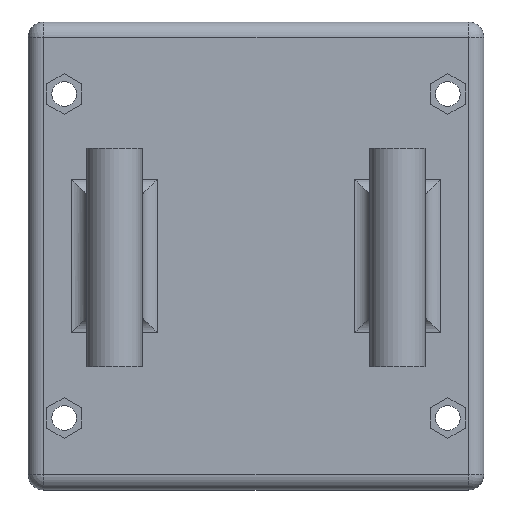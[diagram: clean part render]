
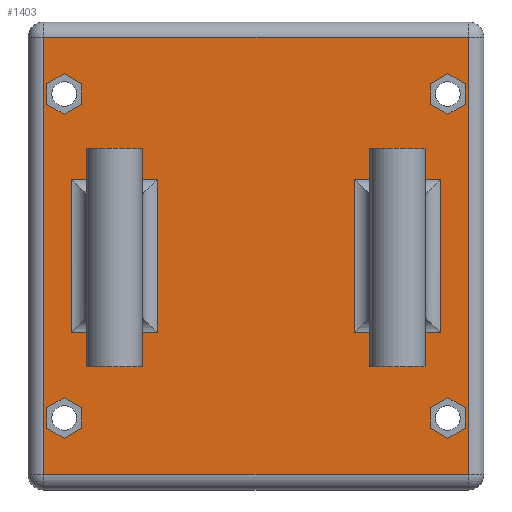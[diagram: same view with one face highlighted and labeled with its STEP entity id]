
A CAD part, front view. The second image highlights one B-rep face of the part: STEP entity #1403.
In plain terms, the highlighted planar face has unit normal (0, -1, 0).
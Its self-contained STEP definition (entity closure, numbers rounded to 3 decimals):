
#32=LINE('',#2093,#168);
#33=LINE('',#2097,#169);
#35=LINE('',#2103,#171);
#37=LINE('',#2108,#173);
#43=LINE('',#2123,#179);
#44=LINE('',#2125,#180);
#45=LINE('',#2127,#181);
#46=LINE('',#2128,#182);
#47=LINE('',#2131,#183);
#48=LINE('',#2133,#184);
#49=LINE('',#2135,#185);
#50=LINE('',#2136,#186);
#51=LINE('',#2139,#187);
#52=LINE('',#2141,#188);
#53=LINE('',#2143,#189);
#54=LINE('',#2145,#190);
#55=LINE('',#2147,#191);
#56=LINE('',#2148,#192);
#57=LINE('',#2151,#193);
#58=LINE('',#2153,#194);
#59=LINE('',#2155,#195);
#60=LINE('',#2157,#196);
#61=LINE('',#2159,#197);
#62=LINE('',#2160,#198);
#63=LINE('',#2163,#199);
#64=LINE('',#2165,#200);
#65=LINE('',#2167,#201);
#66=LINE('',#2169,#202);
#67=LINE('',#2171,#203);
#68=LINE('',#2172,#204);
#69=LINE('',#2175,#205);
#70=LINE('',#2177,#206);
#71=LINE('',#2179,#207);
#72=LINE('',#2181,#208);
#73=LINE('',#2183,#209);
#74=LINE('',#2184,#210);
#168=VECTOR('',#1667,10.);
#169=VECTOR('',#1672,10.);
#171=VECTOR('',#1678,10.);
#173=VECTOR('',#1684,10.);
#179=VECTOR('',#1698,10.);
#180=VECTOR('',#1699,10.);
#181=VECTOR('',#1700,10.);
#182=VECTOR('',#1701,10.);
#183=VECTOR('',#1702,10.);
#184=VECTOR('',#1703,10.);
#185=VECTOR('',#1704,10.);
#186=VECTOR('',#1705,10.);
#187=VECTOR('',#1706,10.);
#188=VECTOR('',#1707,10.);
#189=VECTOR('',#1708,10.);
#190=VECTOR('',#1709,10.);
#191=VECTOR('',#1710,10.);
#192=VECTOR('',#1711,10.);
#193=VECTOR('',#1712,10.);
#194=VECTOR('',#1713,10.);
#195=VECTOR('',#1714,10.);
#196=VECTOR('',#1715,10.);
#197=VECTOR('',#1716,10.);
#198=VECTOR('',#1717,10.);
#199=VECTOR('',#1718,10.);
#200=VECTOR('',#1719,10.);
#201=VECTOR('',#1720,10.);
#202=VECTOR('',#1721,10.);
#203=VECTOR('',#1722,10.);
#204=VECTOR('',#1723,10.);
#205=VECTOR('',#1724,10.);
#206=VECTOR('',#1725,10.);
#207=VECTOR('',#1726,10.);
#208=VECTOR('',#1727,10.);
#209=VECTOR('',#1728,10.);
#210=VECTOR('',#1729,10.);
#315=PLANE('',#1508);
#370=FACE_BOUND('',#503,.T.);
#371=FACE_BOUND('',#504,.T.);
#372=FACE_BOUND('',#505,.T.);
#373=FACE_BOUND('',#506,.T.);
#374=FACE_BOUND('',#507,.T.);
#375=FACE_BOUND('',#508,.T.);
#409=FACE_OUTER_BOUND('',#502,.T.);
#502=EDGE_LOOP('',(#1012,#1013,#1014,#1015));
#503=EDGE_LOOP('',(#1016,#1017,#1018,#1019));
#504=EDGE_LOOP('',(#1020,#1021,#1022,#1023,#1024,#1025));
#505=EDGE_LOOP('',(#1026,#1027,#1028,#1029,#1030,#1031));
#506=EDGE_LOOP('',(#1032,#1033,#1034,#1035,#1036,#1037));
#507=EDGE_LOOP('',(#1038,#1039,#1040,#1041,#1042,#1043));
#508=EDGE_LOOP('',(#1044,#1045,#1046,#1047));
#664=VERTEX_POINT('',#2090);
#665=VERTEX_POINT('',#2092);
#666=VERTEX_POINT('',#2096);
#668=VERTEX_POINT('',#2102);
#673=VERTEX_POINT('',#2121);
#674=VERTEX_POINT('',#2122);
#675=VERTEX_POINT('',#2124);
#676=VERTEX_POINT('',#2126);
#677=VERTEX_POINT('',#2129);
#678=VERTEX_POINT('',#2130);
#679=VERTEX_POINT('',#2132);
#680=VERTEX_POINT('',#2134);
#681=VERTEX_POINT('',#2137);
#682=VERTEX_POINT('',#2138);
#683=VERTEX_POINT('',#2140);
#684=VERTEX_POINT('',#2142);
#685=VERTEX_POINT('',#2144);
#686=VERTEX_POINT('',#2146);
#687=VERTEX_POINT('',#2149);
#688=VERTEX_POINT('',#2150);
#689=VERTEX_POINT('',#2152);
#690=VERTEX_POINT('',#2154);
#691=VERTEX_POINT('',#2156);
#692=VERTEX_POINT('',#2158);
#693=VERTEX_POINT('',#2161);
#694=VERTEX_POINT('',#2162);
#695=VERTEX_POINT('',#2164);
#696=VERTEX_POINT('',#2166);
#697=VERTEX_POINT('',#2168);
#698=VERTEX_POINT('',#2170);
#699=VERTEX_POINT('',#2173);
#700=VERTEX_POINT('',#2174);
#701=VERTEX_POINT('',#2176);
#702=VERTEX_POINT('',#2178);
#703=VERTEX_POINT('',#2180);
#704=VERTEX_POINT('',#2182);
#793=EDGE_CURVE('',#664,#665,#32,.T.);
#795=EDGE_CURVE('',#666,#664,#33,.T.);
#798=EDGE_CURVE('',#668,#666,#35,.T.);
#801=EDGE_CURVE('',#665,#668,#37,.T.);
#808=EDGE_CURVE('',#673,#674,#43,.T.);
#809=EDGE_CURVE('',#675,#673,#44,.T.);
#810=EDGE_CURVE('',#676,#675,#45,.T.);
#811=EDGE_CURVE('',#674,#676,#46,.T.);
#812=EDGE_CURVE('',#677,#678,#47,.T.);
#813=EDGE_CURVE('',#679,#677,#48,.T.);
#814=EDGE_CURVE('',#680,#679,#49,.T.);
#815=EDGE_CURVE('',#678,#680,#50,.T.);
#816=EDGE_CURVE('',#681,#682,#51,.T.);
#817=EDGE_CURVE('',#682,#683,#52,.T.);
#818=EDGE_CURVE('',#683,#684,#53,.T.);
#819=EDGE_CURVE('',#684,#685,#54,.T.);
#820=EDGE_CURVE('',#685,#686,#55,.T.);
#821=EDGE_CURVE('',#686,#681,#56,.T.);
#822=EDGE_CURVE('',#687,#688,#57,.T.);
#823=EDGE_CURVE('',#688,#689,#58,.T.);
#824=EDGE_CURVE('',#689,#690,#59,.T.);
#825=EDGE_CURVE('',#690,#691,#60,.T.);
#826=EDGE_CURVE('',#691,#692,#61,.T.);
#827=EDGE_CURVE('',#692,#687,#62,.T.);
#828=EDGE_CURVE('',#693,#694,#63,.T.);
#829=EDGE_CURVE('',#694,#695,#64,.T.);
#830=EDGE_CURVE('',#695,#696,#65,.T.);
#831=EDGE_CURVE('',#696,#697,#66,.T.);
#832=EDGE_CURVE('',#697,#698,#67,.T.);
#833=EDGE_CURVE('',#698,#693,#68,.T.);
#834=EDGE_CURVE('',#699,#700,#69,.T.);
#835=EDGE_CURVE('',#700,#701,#70,.T.);
#836=EDGE_CURVE('',#701,#702,#71,.T.);
#837=EDGE_CURVE('',#702,#703,#72,.T.);
#838=EDGE_CURVE('',#703,#704,#73,.T.);
#839=EDGE_CURVE('',#704,#699,#74,.T.);
#1012=ORIENTED_EDGE('',*,*,#808,.F.);
#1013=ORIENTED_EDGE('',*,*,#809,.F.);
#1014=ORIENTED_EDGE('',*,*,#810,.F.);
#1015=ORIENTED_EDGE('',*,*,#811,.F.);
#1016=ORIENTED_EDGE('',*,*,#812,.F.);
#1017=ORIENTED_EDGE('',*,*,#813,.F.);
#1018=ORIENTED_EDGE('',*,*,#814,.F.);
#1019=ORIENTED_EDGE('',*,*,#815,.F.);
#1020=ORIENTED_EDGE('',*,*,#816,.T.);
#1021=ORIENTED_EDGE('',*,*,#817,.T.);
#1022=ORIENTED_EDGE('',*,*,#818,.T.);
#1023=ORIENTED_EDGE('',*,*,#819,.T.);
#1024=ORIENTED_EDGE('',*,*,#820,.T.);
#1025=ORIENTED_EDGE('',*,*,#821,.T.);
#1026=ORIENTED_EDGE('',*,*,#822,.T.);
#1027=ORIENTED_EDGE('',*,*,#823,.T.);
#1028=ORIENTED_EDGE('',*,*,#824,.T.);
#1029=ORIENTED_EDGE('',*,*,#825,.T.);
#1030=ORIENTED_EDGE('',*,*,#826,.T.);
#1031=ORIENTED_EDGE('',*,*,#827,.T.);
#1032=ORIENTED_EDGE('',*,*,#828,.T.);
#1033=ORIENTED_EDGE('',*,*,#829,.T.);
#1034=ORIENTED_EDGE('',*,*,#830,.T.);
#1035=ORIENTED_EDGE('',*,*,#831,.T.);
#1036=ORIENTED_EDGE('',*,*,#832,.T.);
#1037=ORIENTED_EDGE('',*,*,#833,.T.);
#1038=ORIENTED_EDGE('',*,*,#834,.T.);
#1039=ORIENTED_EDGE('',*,*,#835,.T.);
#1040=ORIENTED_EDGE('',*,*,#836,.T.);
#1041=ORIENTED_EDGE('',*,*,#837,.T.);
#1042=ORIENTED_EDGE('',*,*,#838,.T.);
#1043=ORIENTED_EDGE('',*,*,#839,.T.);
#1044=ORIENTED_EDGE('',*,*,#793,.F.);
#1045=ORIENTED_EDGE('',*,*,#795,.F.);
#1046=ORIENTED_EDGE('',*,*,#798,.F.);
#1047=ORIENTED_EDGE('',*,*,#801,.F.);
#1403=ADVANCED_FACE('',(#409,#370,#371,#372,#373,#374,#375),#315,.F.);
#1508=AXIS2_PLACEMENT_3D('',#2120,#1696,#1697);
#1667=DIRECTION('',(1.,0.,0.));
#1672=DIRECTION('',(0.,0.,-1.));
#1678=DIRECTION('',(-1.,0.,0.));
#1684=DIRECTION('',(0.,0.,1.));
#1696=DIRECTION('center_axis',(0.,1.,0.));
#1697=DIRECTION('ref_axis',(1.,0.,0.));
#1698=DIRECTION('',(-1.,0.,0.));
#1699=DIRECTION('',(0.,0.,-1.));
#1700=DIRECTION('',(1.,0.,0.));
#1701=DIRECTION('',(0.,0.,1.));
#1702=DIRECTION('',(0.,0.,-1.));
#1703=DIRECTION('',(-1.,0.,0.));
#1704=DIRECTION('',(0.,0.,1.));
#1705=DIRECTION('',(1.,0.,0.));
#1706=DIRECTION('',(-0.866,0.,-0.5));
#1707=DIRECTION('',(-0.866,0.,0.5));
#1708=DIRECTION('',(0.,0.,1.));
#1709=DIRECTION('',(0.866,0.,0.5));
#1710=DIRECTION('',(0.866,0.,-0.5));
#1711=DIRECTION('',(0.,0.,-1.));
#1712=DIRECTION('',(0.866,0.,0.5));
#1713=DIRECTION('',(0.866,0.,-0.5));
#1714=DIRECTION('',(0.,0.,-1.));
#1715=DIRECTION('',(-0.866,0.,-0.5));
#1716=DIRECTION('',(-0.866,0.,0.5));
#1717=DIRECTION('',(0.,0.,1.));
#1718=DIRECTION('',(-0.866,0.,-0.5));
#1719=DIRECTION('',(-0.866,0.,0.5));
#1720=DIRECTION('',(0.,0.,1.));
#1721=DIRECTION('',(0.866,0.,0.5));
#1722=DIRECTION('',(0.866,0.,-0.5));
#1723=DIRECTION('',(0.,0.,-1.));
#1724=DIRECTION('',(0.866,0.,0.5));
#1725=DIRECTION('',(0.866,0.,-0.5));
#1726=DIRECTION('',(0.,0.,-1.));
#1727=DIRECTION('',(-0.866,0.,-0.5));
#1728=DIRECTION('',(-0.866,0.,0.5));
#1729=DIRECTION('',(0.,0.,1.));
#2090=CARTESIAN_POINT('',(16.,0.,-12.5));
#2092=CARTESIAN_POINT('',(30.,0.,-12.5));
#2093=CARTESIAN_POINT('',(9.25,0.,-12.5));
#2096=CARTESIAN_POINT('',(16.,0.,12.5));
#2097=CARTESIAN_POINT('',(16.,0.,5.));
#2102=CARTESIAN_POINT('',(30.,0.,12.5));
#2103=CARTESIAN_POINT('',(13.75,0.,12.5));
#2108=CARTESIAN_POINT('',(30.,0.,-5.));
#2120=CARTESIAN_POINT('Origin',(0.,0.,0.));
#2121=CARTESIAN_POINT('',(34.5,0.,-35.5));
#2122=CARTESIAN_POINT('',(-34.5,0.,-35.5));
#2123=CARTESIAN_POINT('',(18.5,0.,-35.5));
#2124=CARTESIAN_POINT('',(34.5,0.,35.5));
#2125=CARTESIAN_POINT('',(34.5,0.,19.));
#2126=CARTESIAN_POINT('',(-34.5,0.,35.5));
#2127=CARTESIAN_POINT('',(-18.5,0.,35.5));
#2128=CARTESIAN_POINT('',(-34.5,0.,-19.));
#2129=CARTESIAN_POINT('',(-30.,0.,12.5));
#2130=CARTESIAN_POINT('',(-30.,0.,-12.5));
#2131=CARTESIAN_POINT('',(-30.,0.,5.));
#2132=CARTESIAN_POINT('',(-16.,0.,12.5));
#2133=CARTESIAN_POINT('',(-9.25,0.,12.5));
#2134=CARTESIAN_POINT('',(-16.,0.,-12.5));
#2135=CARTESIAN_POINT('',(-16.,0.,-5.));
#2136=CARTESIAN_POINT('',(-13.75,0.,-12.5));
#2137=CARTESIAN_POINT('',(-28.292,0.,-27.95));
#2138=CARTESIAN_POINT('',(-31.15,0.,-29.6));
#2139=CARTESIAN_POINT('',(-11.631,0.,-18.331));
#2140=CARTESIAN_POINT('',(-34.008,0.,-27.95));
#2141=CARTESIAN_POINT('',(-25.877,0.,-32.644));
#2142=CARTESIAN_POINT('',(-34.008,0.,-24.65));
#2143=CARTESIAN_POINT('',(-34.008,0.,-13.975));
#2144=CARTESIAN_POINT('',(-31.15,0.,-23.));
#2145=CARTESIAN_POINT('',(-15.918,0.,-14.206));
#2146=CARTESIAN_POINT('',(-28.292,0.,-24.65));
#2147=CARTESIAN_POINT('',(-24.448,0.,-26.869));
#2148=CARTESIAN_POINT('',(-28.292,0.,-12.325));
#2149=CARTESIAN_POINT('',(28.292,0.,-24.65));
#2150=CARTESIAN_POINT('',(31.15,0.,-23.));
#2151=CARTESIAN_POINT('',(23.019,0.,-27.694));
#2152=CARTESIAN_POINT('',(34.008,0.,-24.65));
#2153=CARTESIAN_POINT('',(14.489,0.,-13.381));
#2154=CARTESIAN_POINT('',(34.008,0.,-27.95));
#2155=CARTESIAN_POINT('',(34.008,0.,-12.325));
#2156=CARTESIAN_POINT('',(31.15,0.,-29.6));
#2157=CARTESIAN_POINT('',(27.306,0.,-31.819));
#2158=CARTESIAN_POINT('',(28.292,0.,-27.95));
#2159=CARTESIAN_POINT('',(13.06,0.,-19.156));
#2160=CARTESIAN_POINT('',(28.292,0.,-13.975));
#2161=CARTESIAN_POINT('',(-28.292,0.,24.65));
#2162=CARTESIAN_POINT('',(-31.15,0.,23.));
#2163=CARTESIAN_POINT('',(-23.019,0.,27.694));
#2164=CARTESIAN_POINT('',(-34.008,0.,24.65));
#2165=CARTESIAN_POINT('',(-14.489,0.,13.381));
#2166=CARTESIAN_POINT('',(-34.008,0.,27.95));
#2167=CARTESIAN_POINT('',(-34.008,0.,12.325));
#2168=CARTESIAN_POINT('',(-31.15,0.,29.6));
#2169=CARTESIAN_POINT('',(-27.306,0.,31.819));
#2170=CARTESIAN_POINT('',(-28.292,0.,27.95));
#2171=CARTESIAN_POINT('',(-13.06,0.,19.156));
#2172=CARTESIAN_POINT('',(-28.292,0.,13.975));
#2173=CARTESIAN_POINT('',(28.292,0.,27.95));
#2174=CARTESIAN_POINT('',(31.15,0.,29.6));
#2175=CARTESIAN_POINT('',(11.631,0.,18.331));
#2176=CARTESIAN_POINT('',(34.008,0.,27.95));
#2177=CARTESIAN_POINT('',(25.877,0.,32.644));
#2178=CARTESIAN_POINT('',(34.008,0.,24.65));
#2179=CARTESIAN_POINT('',(34.008,0.,13.975));
#2180=CARTESIAN_POINT('',(31.15,0.,23.));
#2181=CARTESIAN_POINT('',(15.918,0.,14.206));
#2182=CARTESIAN_POINT('',(28.292,0.,24.65));
#2183=CARTESIAN_POINT('',(24.448,0.,26.869));
#2184=CARTESIAN_POINT('',(28.292,0.,12.325));
